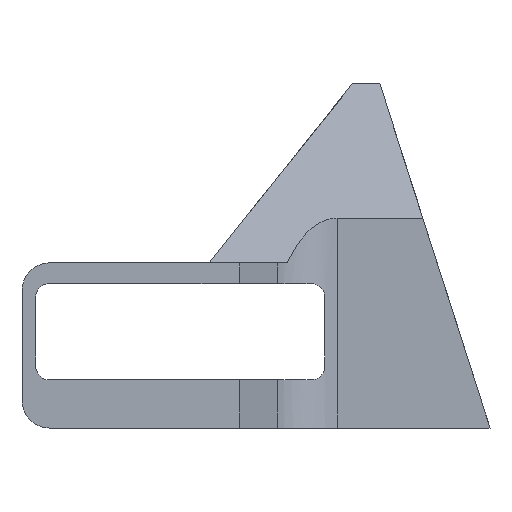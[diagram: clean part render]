
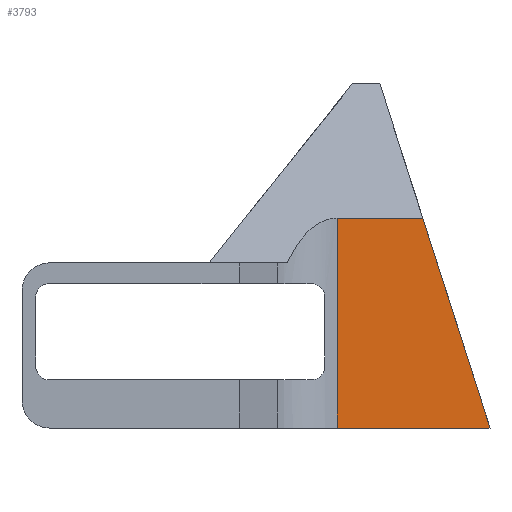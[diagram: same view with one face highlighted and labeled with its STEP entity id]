
A CAD part, left-side view. The second image highlights one B-rep face of the part: STEP entity #3793.
In plain terms, the highlighted planar face has unit normal (-1, 0, 0).
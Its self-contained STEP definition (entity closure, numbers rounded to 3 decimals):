
#70 = PLANE('',#71);
#71 = AXIS2_PLACEMENT_3D('',#72,#73,#74);
#72 = CARTESIAN_POINT('',(44.,36.,0.));
#73 = DIRECTION('',(0.,0.,-1.));
#74 = DIRECTION('',(0.,-1.,0.));
#400 = CYLINDRICAL_SURFACE('',#401,5.);
#401 = AXIS2_PLACEMENT_3D('',#402,#403,#404);
#402 = CARTESIAN_POINT('',(22.321,31.113,-1.));
#403 = DIRECTION('',(0.,0.,1.));
#404 = DIRECTION('',(0.5,0.866,0.));
#1371 = PLANE('',#1372);
#1372 = AXIS2_PLACEMENT_3D('',#1373,#1374,#1375);
#1373 = CARTESIAN_POINT('',(20.,50.,0.));
#1374 = DIRECTION('',(0.902,0.,-0.433));
#1375 = DIRECTION('',(0.433,0.,0.902));
#1920 = VERTEX_POINT('',#1921);
#1921 = CARTESIAN_POINT('',(27.321,20.,0.));
#1935 = PLANE('',#1936);
#1936 = AXIS2_PLACEMENT_3D('',#1937,#1938,#1939);
#1937 = CARTESIAN_POINT('',(20.,20.,0.));
#1938 = DIRECTION('',(0.,-0.952,0.305));
#1939 = DIRECTION('',(0.,0.305,0.952));
#1947 = EDGE_CURVE('',#1920,#1948,#1950,.T.);
#1948 = VERTEX_POINT('',#1949);
#1949 = CARTESIAN_POINT('',(27.321,31.113,0.));
#1950 = SURFACE_CURVE('',#1951,(#1955,#1961),.PCURVE_S1.);
#1951 = LINE('',#1952,#1953);
#1952 = CARTESIAN_POINT('',(27.321,25.,0.));
#1953 = VECTOR('',#1954,1.);
#1954 = DIRECTION('',(0.,1.,0.));
#1955 = PCURVE('',#70,#1956);
#1956 = DEFINITIONAL_REPRESENTATION('',(#1957),#1960);
#1957 = B_SPLINE_CURVE_WITH_KNOTS('',1,(#1958,#1959),.UNSPECIFIED.,.F.,
  .F.,(2,2),(-8.2,7.536),.PIECEWISE_BEZIER_KNOTS.);
#1958 = CARTESIAN_POINT('',(19.2,16.679));
#1959 = CARTESIAN_POINT('',(3.464,16.679));
#1960 = ( GEOMETRIC_REPRESENTATION_CONTEXT(2) 
PARAMETRIC_REPRESENTATION_CONTEXT() REPRESENTATION_CONTEXT('2D SPACE',''
  ) );
#1961 = PCURVE('',#1962,#1967);
#1962 = PLANE('',#1963);
#1963 = AXIS2_PLACEMENT_3D('',#1964,#1965,#1966);
#1964 = CARTESIAN_POINT('',(27.321,14.,-1.));
#1965 = DIRECTION('',(-1.,0.,0.));
#1966 = DIRECTION('',(0.,1.,0.));
#1967 = DEFINITIONAL_REPRESENTATION('',(#1968),#1971);
#1968 = B_SPLINE_CURVE_WITH_KNOTS('',1,(#1969,#1970),.UNSPECIFIED.,.F.,
  .F.,(2,2),(-8.2,7.536),.PIECEWISE_BEZIER_KNOTS.);
#1969 = CARTESIAN_POINT('',(2.8,-1.));
#1970 = CARTESIAN_POINT('',(18.536,-1.));
#1971 = ( GEOMETRIC_REPRESENTATION_CONTEXT(2) 
PARAMETRIC_REPRESENTATION_CONTEXT() REPRESENTATION_CONTEXT('2D SPACE',''
  ) );
#2064 = EDGE_CURVE('',#1948,#2065,#2067,.T.);
#2065 = VERTEX_POINT('',#2066);
#2066 = CARTESIAN_POINT('',(27.321,31.113,
    15.251));
#2067 = SURFACE_CURVE('',#2068,(#2072,#2079),.PCURVE_S1.);
#2068 = LINE('',#2069,#2070);
#2069 = CARTESIAN_POINT('',(27.321,31.113,-1.));
#2070 = VECTOR('',#2071,1.);
#2071 = DIRECTION('',(0.,0.,1.));
#2072 = PCURVE('',#400,#2073);
#2073 = DEFINITIONAL_REPRESENTATION('',(#2074),#2078);
#2074 = LINE('',#2075,#2076);
#2075 = CARTESIAN_POINT('',(-1.047,0.));
#2076 = VECTOR('',#2077,1.);
#2077 = DIRECTION('',(-0.,1.));
#2078 = ( GEOMETRIC_REPRESENTATION_CONTEXT(2) 
PARAMETRIC_REPRESENTATION_CONTEXT() REPRESENTATION_CONTEXT('2D SPACE',''
  ) );
#2079 = PCURVE('',#1962,#2080);
#2080 = DEFINITIONAL_REPRESENTATION('',(#2081),#2085);
#2081 = LINE('',#2082,#2083);
#2082 = CARTESIAN_POINT('',(17.113,0.));
#2083 = VECTOR('',#2084,1.);
#2084 = DIRECTION('',(0.,-1.));
#2085 = ( GEOMETRIC_REPRESENTATION_CONTEXT(2) 
PARAMETRIC_REPRESENTATION_CONTEXT() REPRESENTATION_CONTEXT('2D SPACE',''
  ) );
#3727 = VERTEX_POINT('',#3728);
#3728 = CARTESIAN_POINT('',(27.321,24.88,
    15.251));
#3751 = EDGE_CURVE('',#3727,#2065,#3752,.T.);
#3752 = SURFACE_CURVE('',#3753,(#3757,#3763),.PCURVE_S1.);
#3753 = LINE('',#3754,#3755);
#3754 = CARTESIAN_POINT('',(27.321,32.,15.251));
#3755 = VECTOR('',#3756,1.);
#3756 = DIRECTION('',(0.,1.,0.));
#3757 = PCURVE('',#1371,#3758);
#3758 = DEFINITIONAL_REPRESENTATION('',(#3759),#3762);
#3759 = B_SPLINE_CURVE_WITH_KNOTS('',1,(#3760,#3761),.UNSPECIFIED.,.F.,
  .F.,(2,2),(-14.04,0.536),.PIECEWISE_BEZIER_KNOTS.);
#3760 = CARTESIAN_POINT('',(16.917,32.04));
#3761 = CARTESIAN_POINT('',(16.917,17.464));
#3762 = ( GEOMETRIC_REPRESENTATION_CONTEXT(2) 
PARAMETRIC_REPRESENTATION_CONTEXT() REPRESENTATION_CONTEXT('2D SPACE',''
  ) );
#3763 = PCURVE('',#1962,#3764);
#3764 = DEFINITIONAL_REPRESENTATION('',(#3765),#3768);
#3765 = B_SPLINE_CURVE_WITH_KNOTS('',1,(#3766,#3767),.UNSPECIFIED.,.F.,
  .F.,(2,2),(-14.04,0.536),.PIECEWISE_BEZIER_KNOTS.);
#3766 = CARTESIAN_POINT('',(3.96,-16.251));
#3767 = CARTESIAN_POINT('',(18.536,-16.251));
#3768 = ( GEOMETRIC_REPRESENTATION_CONTEXT(2) 
PARAMETRIC_REPRESENTATION_CONTEXT() REPRESENTATION_CONTEXT('2D SPACE',''
  ) );
#3793 = ADVANCED_FACE('',(#3794),#1962,.T.);
#3794 = FACE_BOUND('',#3795,.T.);
#3795 = EDGE_LOOP('',(#3796,#3797,#3798,#3817));
#3796 = ORIENTED_EDGE('',*,*,#2064,.F.);
#3797 = ORIENTED_EDGE('',*,*,#1947,.F.);
#3798 = ORIENTED_EDGE('',*,*,#3799,.F.);
#3799 = EDGE_CURVE('',#3727,#1920,#3800,.T.);
#3800 = SURFACE_CURVE('',#3801,(#3805,#3811),.PCURVE_S1.);
#3801 = LINE('',#3802,#3803);
#3802 = CARTESIAN_POINT('',(27.321,19.576,
    -1.324));
#3803 = VECTOR('',#3804,1.);
#3804 = DIRECTION('',(0.,-0.305,-0.952));
#3805 = PCURVE('',#1962,#3806);
#3806 = DEFINITIONAL_REPRESENTATION('',(#3807),#3810);
#3807 = B_SPLINE_CURVE_WITH_KNOTS('',1,(#3808,#3809),.UNSPECIFIED.,.F.,
  .F.,(2,2),(-30.264,1.234),.PIECEWISE_BEZIER_KNOTS.);
#3808 = CARTESIAN_POINT('',(14.8,-28.5));
#3809 = CARTESIAN_POINT('',(5.2,1.5));
#3810 = ( GEOMETRIC_REPRESENTATION_CONTEXT(2) 
PARAMETRIC_REPRESENTATION_CONTEXT() REPRESENTATION_CONTEXT('2D SPACE',''
  ) );
#3811 = PCURVE('',#1935,#3812);
#3812 = DEFINITIONAL_REPRESENTATION('',(#3813),#3816);
#3813 = B_SPLINE_CURVE_WITH_KNOTS('',1,(#3814,#3815),.UNSPECIFIED.,.F.,
  .F.,(2,2),(-30.264,1.234),.PIECEWISE_BEZIER_KNOTS.);
#3814 = CARTESIAN_POINT('',(28.874,-7.321));
#3815 = CARTESIAN_POINT('',(-2.625,-7.321));
#3816 = ( GEOMETRIC_REPRESENTATION_CONTEXT(2) 
PARAMETRIC_REPRESENTATION_CONTEXT() REPRESENTATION_CONTEXT('2D SPACE',''
  ) );
#3817 = ORIENTED_EDGE('',*,*,#3751,.T.);
